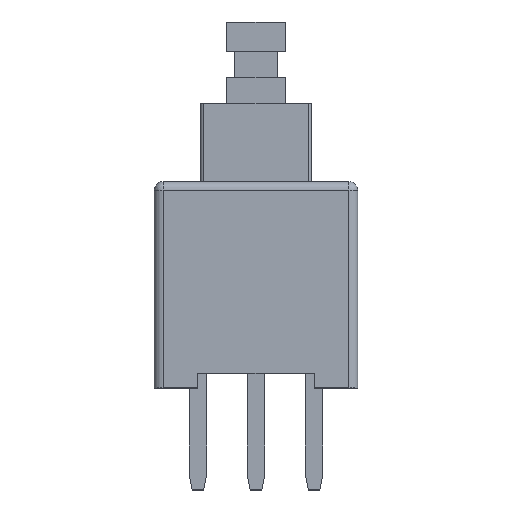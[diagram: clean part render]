
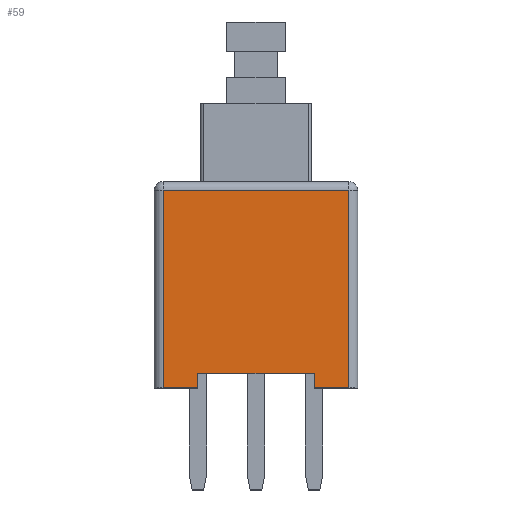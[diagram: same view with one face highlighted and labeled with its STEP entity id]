
A CAD part, top view. The second image highlights one B-rep face of the part: STEP entity #59.
In plain terms, the highlighted planar face has unit normal (0, 0, 1).
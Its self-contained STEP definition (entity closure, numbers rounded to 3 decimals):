
#59=ADVANCED_FACE('',(#662),#663,.T.);
#662=FACE_OUTER_BOUND('',#1872,.T.);
#663=PLANE('',#1873);
#1872=EDGE_LOOP('',(#3164,#3165,#3166,#3167,#3168,#3169,#3170,#3171));
#1873=AXIS2_PLACEMENT_3D('',#3172,#3173,#3174);
#3164=ORIENTED_EDGE('',*,*,#8167,.T.);
#3165=ORIENTED_EDGE('',*,*,#8134,.T.);
#3166=ORIENTED_EDGE('',*,*,#8168,.T.);
#3167=ORIENTED_EDGE('',*,*,#8169,.T.);
#3168=ORIENTED_EDGE('',*,*,#8170,.F.);
#3169=ORIENTED_EDGE('',*,*,#8115,.T.);
#3170=ORIENTED_EDGE('',*,*,#8143,.F.);
#3171=ORIENTED_EDGE('',*,*,#8149,.F.);
#3172=CARTESIAN_POINT('',(-3.5,0.0,3.5));
#3173=DIRECTION('',(0.0,0.0,1.0));
#3174=DIRECTION('',(1.0,0.0,0.0));
#8115=EDGE_CURVE('',#9767,#9768,#9769,.T.);
#8134=EDGE_CURVE('',#9806,#9804,#9807,.T.);
#8143=EDGE_CURVE('',#9823,#9768,#9824,.T.);
#8149=EDGE_CURVE('',#9832,#9823,#9834,.T.);
#8167=EDGE_CURVE('',#9832,#9806,#9864,.T.);
#8168=EDGE_CURVE('',#9804,#9865,#9866,.T.);
#8169=EDGE_CURVE('',#9865,#9867,#9868,.T.);
#8170=EDGE_CURVE('',#9767,#9867,#9869,.T.);
#9767=VERTEX_POINT('',#12507);
#9768=VERTEX_POINT('',#12508);
#9769=LINE('',#12509,#12510);
#9804=VERTEX_POINT('',#12560);
#9806=VERTEX_POINT('',#12563);
#9807=LINE('',#12564,#12565);
#9823=VERTEX_POINT('',#12587);
#9824=LINE('',#12588,#12589);
#9832=VERTEX_POINT('',#12598);
#9834=LINE('',#12600,#12601);
#9864=LINE('',#12641,#12642);
#9865=VERTEX_POINT('',#12643);
#9866=LINE('',#12644,#12645);
#9867=VERTEX_POINT('',#12646);
#9868=LINE('',#12647,#12648);
#9869=LINE('',#12649,#12650);
#12507=CARTESIAN_POINT('',(2.0,0.0,3.5));
#12508=CARTESIAN_POINT('',(3.2,0.0,3.5));
#12509=CARTESIAN_POINT('',(2.0,0.0,3.5));
#12510=VECTOR('',#16839,1.2);
#12560=CARTESIAN_POINT('',(-2.0,0.0,3.5));
#12563=CARTESIAN_POINT('',(-3.2,0.0,3.5));
#12564=CARTESIAN_POINT('',(-3.2,0.0,3.5));
#12565=VECTOR('',#16862,1.2);
#12587=CARTESIAN_POINT('',(3.2,6.8,3.5));
#12588=CARTESIAN_POINT('',(3.2,6.8,3.5));
#12589=VECTOR('',#16875,6.8);
#12598=CARTESIAN_POINT('',(-3.2,6.8,3.5));
#12600=CARTESIAN_POINT('',(-3.2,6.8,3.5));
#12601=VECTOR('',#16889,6.4);
#12641=CARTESIAN_POINT('',(-3.2,6.8,3.5));
#12642=VECTOR('',#16921,6.8);
#12643=CARTESIAN_POINT('',(-2.0,0.5,3.5));
#12644=CARTESIAN_POINT('',(-2.0,0.0,3.5));
#12645=VECTOR('',#16922,0.5);
#12646=CARTESIAN_POINT('',(2.0,0.5,3.5));
#12647=CARTESIAN_POINT('',(-2.0,0.5,3.5));
#12648=VECTOR('',#16923,4.0);
#12649=CARTESIAN_POINT('',(2.0,0.0,3.5));
#12650=VECTOR('',#16924,0.5);
#16839=DIRECTION('',(1.0,0.0,0.0));
#16862=DIRECTION('',(1.0,0.0,0.0));
#16875=DIRECTION('',(0.,-1.0,0.0));
#16889=DIRECTION('',(1.0,0.0,0.0));
#16921=DIRECTION('',(0.,-1.0,0.0));
#16922=DIRECTION('',(0.0,1.0,0.0));
#16923=DIRECTION('',(1.0,0.0,0.0));
#16924=DIRECTION('',(0.0,1.0,0.0));
